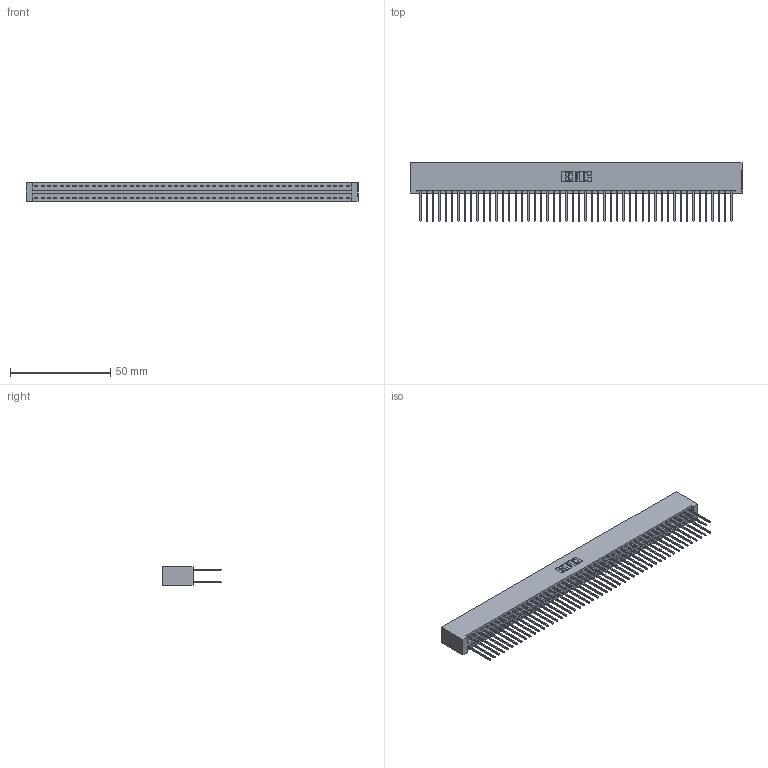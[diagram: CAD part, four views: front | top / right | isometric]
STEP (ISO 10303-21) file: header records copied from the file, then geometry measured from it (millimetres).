
FILE_DESCRIPTION (( 'STEP AP203' ), '1' );
FILE_NAME ('396-100-540-201.STEP', '2019-10-31T05:40:15', ( '' ), ( '' ), 'SwSTEP 2.0', 'SolidWorks 2016', '' );
FILE_SCHEMA (( 'CONFIG_CONTROL_DESIGN' ));
Length unit declared in the file: inch
Products named in the file (3): 346 Part_No Mounting Lugs; 345-292-001_345-293-140; 396-100-540-201
Assembly tree (101 placements, depth 2):
  396-100-540-201
    346 Part_No Mounting Lugs
    345-292-001_345-293-140  x100
Bounding box: 165.99 x 29.46 x 9.4 mm (x, y, z)
Volume: 17200.5 mm3; surface area: 25725.3 mm2
Topology: 101 solids, 101 shells, 5314 faces, 15805 edges, 10402 vertices
Faces by surface type: plane 3572, cylinder 1742
Entity records: 31295 total; most frequent: CARTESIAN_POINT 5144, ORIENTED_EDGE 5078, DIRECTION 4579, EDGE_CURVE 2539, VECTOR 2215, LINE 2215, VERTEX_POINT 1690, AXIS2_PLACEMENT_3D 1182
